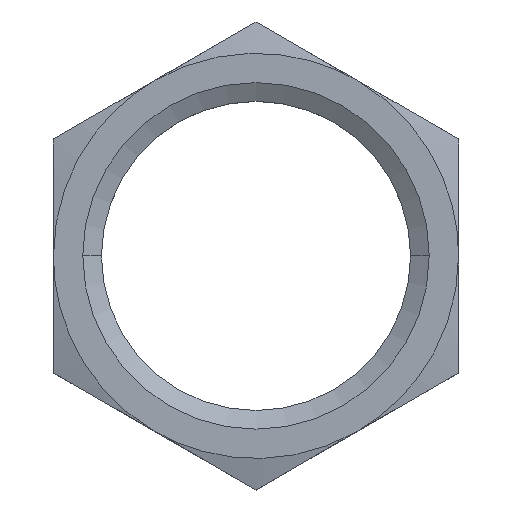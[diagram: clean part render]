
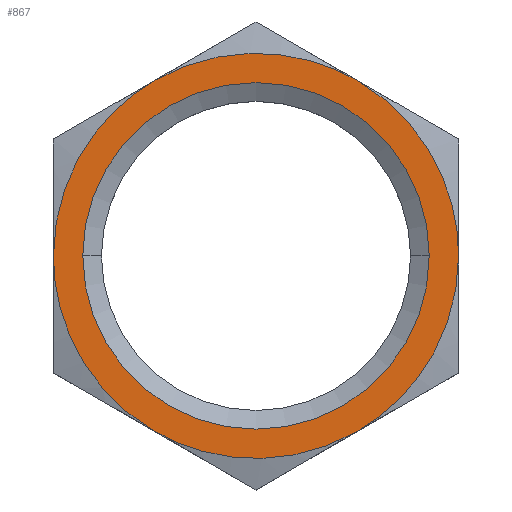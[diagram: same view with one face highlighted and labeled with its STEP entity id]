
A CAD part, top view. The second image highlights one B-rep face of the part: STEP entity #867.
In plain terms, the highlighted planar face has unit normal (0, 0, 1).
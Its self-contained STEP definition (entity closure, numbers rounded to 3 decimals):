
#293=AXIS2_PLACEMENT_3D('Circle Axis2P3D',#291,#292,$) ;
#755=AXIS2_PLACEMENT_3D('Circle Axis2P3D',#753,#754,$) ;
#769=AXIS2_PLACEMENT_3D('Plane Axis2P3D',#766,#767,#768) ;
#288=CARTESIAN_POINT('Vertex',(1.375,10.97,4.7)) ;
#291=CARTESIAN_POINT('Axis2P3D Location',(9.5,10.97,4.7)) ;
#295=CARTESIAN_POINT('Vertex',(17.625,10.97,4.7)) ;
#393=CARTESIAN_POINT('Vertex',(4.75,2.743,4.7)) ;
#463=CARTESIAN_POINT('Vertex',(0.,10.97,4.7)) ;
#533=CARTESIAN_POINT('Vertex',(4.75,19.197,4.7)) ;
#603=CARTESIAN_POINT('Vertex',(14.25,19.197,4.7)) ;
#673=CARTESIAN_POINT('Vertex',(19.,10.97,4.7)) ;
#726=CARTESIAN_POINT('Vertex',(14.25,2.743,4.7)) ;
#753=CARTESIAN_POINT('Axis2P3D Location',(9.5,10.97,4.7)) ;
#766=CARTESIAN_POINT('Axis2P3D Location',(9.5,10.97,4.7)) ;
#772=CARTESIAN_POINT('Control Point',(19.,10.97,4.7)) ;
#773=CARTESIAN_POINT('Control Point',(19.,10.064,4.7)) ;
#774=CARTESIAN_POINT('Control Point',(18.892,9.158,4.7)) ;
#775=CARTESIAN_POINT('Control Point',(18.676,8.269,4.7)) ;
#776=CARTESIAN_POINT('Control Point',(18.036,6.56,4.7)) ;
#777=CARTESIAN_POINT('Control Point',(17.013,5.05,4.7)) ;
#778=CARTESIAN_POINT('Control Point',(16.413,4.359,4.7)) ;
#779=CARTESIAN_POINT('Control Point',(15.604,3.627,4.7)) ;
#780=CARTESIAN_POINT('Control Point',(14.705,3.02,4.7)) ;
#781=CARTESIAN_POINT('Control Point',(14.556,2.924,4.7)) ;
#782=CARTESIAN_POINT('Control Point',(14.404,2.832,4.7)) ;
#783=CARTESIAN_POINT('Control Point',(14.25,2.743,4.7)) ;
#786=CARTESIAN_POINT('Control Point',(14.25,19.197,4.7)) ;
#787=CARTESIAN_POINT('Control Point',(15.035,18.744,4.7)) ;
#788=CARTESIAN_POINT('Control Point',(15.765,18.198,4.7)) ;
#789=CARTESIAN_POINT('Control Point',(16.427,17.566,4.7)) ;
#790=CARTESIAN_POINT('Control Point',(17.587,16.158,4.7)) ;
#791=CARTESIAN_POINT('Control Point',(18.384,14.516,4.7)) ;
#792=CARTESIAN_POINT('Control Point',(18.682,13.651,4.7)) ;
#793=CARTESIAN_POINT('Control Point',(18.912,12.584,4.7)) ;
#794=CARTESIAN_POINT('Control Point',(18.988,11.503,4.7)) ;
#795=CARTESIAN_POINT('Control Point',(18.996,11.325,4.7)) ;
#796=CARTESIAN_POINT('Control Point',(19.,11.148,4.7)) ;
#797=CARTESIAN_POINT('Control Point',(19.,10.97,4.7)) ;
#800=CARTESIAN_POINT('Control Point',(4.75,19.197,4.7)) ;
#801=CARTESIAN_POINT('Control Point',(5.535,19.65,4.7)) ;
#802=CARTESIAN_POINT('Control Point',(6.373,20.01,4.7)) ;
#803=CARTESIAN_POINT('Control Point',(7.251,20.267,4.7)) ;
#804=CARTESIAN_POINT('Control Point',(9.051,20.567,4.7)) ;
#805=CARTESIAN_POINT('Control Point',(10.871,20.436,4.7)) ;
#806=CARTESIAN_POINT('Control Point',(11.769,20.262,4.7)) ;
#807=CARTESIAN_POINT('Control Point',(12.808,19.928,4.7)) ;
#808=CARTESIAN_POINT('Control Point',(13.782,19.453,4.7)) ;
#809=CARTESIAN_POINT('Control Point',(13.94,19.371,4.7)) ;
#810=CARTESIAN_POINT('Control Point',(14.096,19.286,4.7)) ;
#811=CARTESIAN_POINT('Control Point',(14.25,19.197,4.7)) ;
#814=CARTESIAN_POINT('Control Point',(0.,10.97,4.7)) ;
#815=CARTESIAN_POINT('Control Point',(0.,11.876,4.7)) ;
#816=CARTESIAN_POINT('Control Point',(0.108,12.782,4.7)) ;
#817=CARTESIAN_POINT('Control Point',(0.324,13.671,4.7)) ;
#818=CARTESIAN_POINT('Control Point',(0.964,15.38,4.7)) ;
#819=CARTESIAN_POINT('Control Point',(1.987,16.89,4.7)) ;
#820=CARTESIAN_POINT('Control Point',(2.587,17.581,4.7)) ;
#821=CARTESIAN_POINT('Control Point',(3.396,18.313,4.7)) ;
#822=CARTESIAN_POINT('Control Point',(4.295,18.92,4.7)) ;
#823=CARTESIAN_POINT('Control Point',(4.444,19.016,4.7)) ;
#824=CARTESIAN_POINT('Control Point',(4.596,19.108,4.7)) ;
#825=CARTESIAN_POINT('Control Point',(4.75,19.197,4.7)) ;
#828=CARTESIAN_POINT('Control Point',(4.75,2.743,4.7)) ;
#829=CARTESIAN_POINT('Control Point',(3.965,3.196,4.7)) ;
#830=CARTESIAN_POINT('Control Point',(3.235,3.742,4.7)) ;
#831=CARTESIAN_POINT('Control Point',(2.573,4.374,4.7)) ;
#832=CARTESIAN_POINT('Control Point',(1.413,5.782,4.7)) ;
#833=CARTESIAN_POINT('Control Point',(0.616,7.424,4.7)) ;
#834=CARTESIAN_POINT('Control Point',(0.318,8.289,4.7)) ;
#835=CARTESIAN_POINT('Control Point',(0.088,9.356,4.7)) ;
#836=CARTESIAN_POINT('Control Point',(0.012,10.437,4.7)) ;
#837=CARTESIAN_POINT('Control Point',(0.004,10.615,4.7)) ;
#838=CARTESIAN_POINT('Control Point',(0.,10.792,4.7)) ;
#839=CARTESIAN_POINT('Control Point',(0.,10.97,4.7)) ;
#842=CARTESIAN_POINT('Control Point',(14.25,2.743,4.7)) ;
#843=CARTESIAN_POINT('Control Point',(13.465,2.29,4.7)) ;
#844=CARTESIAN_POINT('Control Point',(12.627,1.93,4.7)) ;
#845=CARTESIAN_POINT('Control Point',(11.749,1.673,4.7)) ;
#846=CARTESIAN_POINT('Control Point',(9.949,1.373,4.7)) ;
#847=CARTESIAN_POINT('Control Point',(8.129,1.504,4.7)) ;
#848=CARTESIAN_POINT('Control Point',(7.231,1.678,4.7)) ;
#849=CARTESIAN_POINT('Control Point',(6.192,2.012,4.7)) ;
#850=CARTESIAN_POINT('Control Point',(5.218,2.487,4.7)) ;
#851=CARTESIAN_POINT('Control Point',(5.06,2.569,4.7)) ;
#852=CARTESIAN_POINT('Control Point',(4.904,2.654,4.7)) ;
#853=CARTESIAN_POINT('Control Point',(4.75,2.743,4.7)) ;
#292=DIRECTION('Axis2P3D Direction',(0.,0.,1.)) ;
#754=DIRECTION('Axis2P3D Direction',(0.,0.,1.)) ;
#767=DIRECTION('Axis2P3D Direction',(0.,0.,1.)) ;
#768=DIRECTION('Axis2P3D XDirection',(1.,0.,0.)) ;
#856=ORIENTED_EDGE('',*,*,#784,.F.) ;
#857=ORIENTED_EDGE('',*,*,#798,.F.) ;
#858=ORIENTED_EDGE('',*,*,#812,.F.) ;
#859=ORIENTED_EDGE('',*,*,#826,.F.) ;
#860=ORIENTED_EDGE('',*,*,#840,.F.) ;
#861=ORIENTED_EDGE('',*,*,#854,.F.) ;
#864=ORIENTED_EDGE('',*,*,#297,.T.) ;
#865=ORIENTED_EDGE('',*,*,#757,.T.) ;
#866=FACE_BOUND('',#863,.T.) ;
#867=ADVANCED_FACE('Schnitt-Rotation1',(#862,#866),#770,.T.) ;
#771=B_SPLINE_CURVE_WITH_KNOTS('',5,(#772,#773,#774,#775,#776,#777,#778,#779,#780,#781,#782,#783),.UNSPECIFIED.,.F.,.U.,(6,3,3,6),(0.,6.42,12.84,14.099),.UNSPECIFIED.) ;
#785=B_SPLINE_CURVE_WITH_KNOTS('',5,(#786,#787,#788,#789,#790,#791,#792,#793,#794,#795,#796,#797),.UNSPECIFIED.,.F.,.U.,(6,3,3,6),(0.,6.42,12.84,14.099),.UNSPECIFIED.) ;
#799=B_SPLINE_CURVE_WITH_KNOTS('',5,(#800,#801,#802,#803,#804,#805,#806,#807,#808,#809,#810,#811),.UNSPECIFIED.,.F.,.U.,(6,3,3,6),(0.,6.42,12.84,14.099),.UNSPECIFIED.) ;
#813=B_SPLINE_CURVE_WITH_KNOTS('',5,(#814,#815,#816,#817,#818,#819,#820,#821,#822,#823,#824,#825),.UNSPECIFIED.,.F.,.U.,(6,3,3,6),(0.,6.42,12.84,14.099),.UNSPECIFIED.) ;
#827=B_SPLINE_CURVE_WITH_KNOTS('',5,(#828,#829,#830,#831,#832,#833,#834,#835,#836,#837,#838,#839),.UNSPECIFIED.,.F.,.U.,(6,3,3,6),(0.,6.42,12.84,14.099),.UNSPECIFIED.) ;
#841=B_SPLINE_CURVE_WITH_KNOTS('',5,(#842,#843,#844,#845,#846,#847,#848,#849,#850,#851,#852,#853),.UNSPECIFIED.,.F.,.U.,(6,3,3,6),(0.,6.42,12.84,14.099),.UNSPECIFIED.) ;
#294=CIRCLE('generated circle',#293,8.125) ;
#756=CIRCLE('generated circle',#755,8.125) ;
#297=EDGE_CURVE('',#296,#289,#294,.F.) ;
#757=EDGE_CURVE('',#289,#296,#756,.F.) ;
#784=EDGE_CURVE('',#674,#727,#771,.T.) ;
#798=EDGE_CURVE('',#604,#674,#785,.T.) ;
#812=EDGE_CURVE('',#534,#604,#799,.T.) ;
#826=EDGE_CURVE('',#464,#534,#813,.T.) ;
#840=EDGE_CURVE('',#394,#464,#827,.T.) ;
#854=EDGE_CURVE('',#727,#394,#841,.T.) ;
#855=EDGE_LOOP('',(#856,#857,#858,#859,#860,#861)) ;
#863=EDGE_LOOP('',(#864,#865)) ;
#862=FACE_OUTER_BOUND('',#855,.T.) ;
#770=PLANE('',#769) ;
#289=VERTEX_POINT('',#288) ;
#296=VERTEX_POINT('',#295) ;
#394=VERTEX_POINT('',#393) ;
#464=VERTEX_POINT('',#463) ;
#534=VERTEX_POINT('',#533) ;
#604=VERTEX_POINT('',#603) ;
#674=VERTEX_POINT('',#673) ;
#727=VERTEX_POINT('',#726) ;
